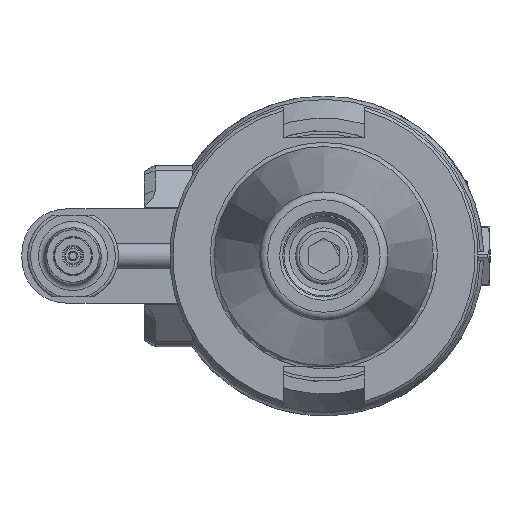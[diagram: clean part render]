
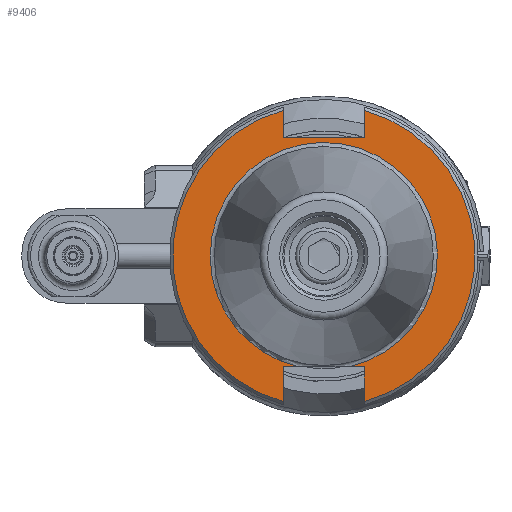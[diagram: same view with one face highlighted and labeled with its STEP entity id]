
A CAD part, left-side view. The second image highlights one B-rep face of the part: STEP entity #9406.
In plain terms, the highlighted planar face has unit normal (-1, 0, 0).
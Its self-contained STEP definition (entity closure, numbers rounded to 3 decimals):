
#1038=LINE('',#57316,#1630);
#1041=LINE('',#57334,#1633);
#1053=LINE('',#57379,#1645);
#1054=LINE('',#57384,#1646);
#1055=LINE('',#57387,#1647);
#1056=LINE('',#57391,#1648);
#1057=LINE('',#57393,#1649);
#1630=VECTOR('',#12758,8.734);
#1633=VECTOR('',#12773,11.147);
#1645=VECTOR('',#12819,25.908);
#1646=VECTOR('',#12824,4.846);
#1647=VECTOR('',#12827,8.734);
#1648=VECTOR('',#12830,11.147);
#1649=VECTOR('',#12831,4.846);
#2343=FACE_OUTER_BOUND('',#2965,.T.);
#2965=EDGE_LOOP('',(#7840,#7841,#7842,#7843,#7844,#7845,#7846,#7847,#7848,
#7849,#7850));
#3450=CIRCLE('',#10459,48.225);
#3451=CIRCLE('',#10460,48.225);
#3452=CIRCLE('',#10461,36.225);
#3453=CIRCLE('',#10462,36.225);
#4217=VERTEX_POINT('',#57313);
#4218=VERTEX_POINT('',#57315);
#4223=VERTEX_POINT('',#57331);
#4224=VERTEX_POINT('',#57333);
#4237=VERTEX_POINT('',#57377);
#4239=VERTEX_POINT('',#57383);
#4240=VERTEX_POINT('',#57386);
#4241=VERTEX_POINT('',#57388);
#4242=VERTEX_POINT('',#57390);
#4243=VERTEX_POINT('',#57392);
#4244=VERTEX_POINT('',#57394);
#5434=EDGE_CURVE('',#4217,#4218,#1038,.T.);
#5442=EDGE_CURVE('',#4223,#4224,#1041,.T.);
#5464=EDGE_CURVE('',#4217,#4237,#1053,.T.);
#5466=EDGE_CURVE('',#4239,#4224,#1054,.T.);
#5467=EDGE_CURVE('',#4223,#4218,#3450,.T.);
#5468=EDGE_CURVE('',#4240,#4237,#1055,.T.);
#5469=EDGE_CURVE('',#4240,#4241,#3451,.T.);
#5470=EDGE_CURVE('',#4242,#4241,#1056,.T.);
#5471=EDGE_CURVE('',#4242,#4243,#1057,.T.);
#5472=EDGE_CURVE('',#4243,#4244,#3452,.T.);
#5473=EDGE_CURVE('',#4244,#4239,#3453,.T.);
#7840=ORIENTED_EDGE('',*,*,#5466,.T.);
#7841=ORIENTED_EDGE('',*,*,#5442,.F.);
#7842=ORIENTED_EDGE('',*,*,#5467,.T.);
#7843=ORIENTED_EDGE('',*,*,#5434,.F.);
#7844=ORIENTED_EDGE('',*,*,#5464,.T.);
#7845=ORIENTED_EDGE('',*,*,#5468,.F.);
#7846=ORIENTED_EDGE('',*,*,#5469,.T.);
#7847=ORIENTED_EDGE('',*,*,#5470,.F.);
#7848=ORIENTED_EDGE('',*,*,#5471,.T.);
#7849=ORIENTED_EDGE('',*,*,#5472,.T.);
#7850=ORIENTED_EDGE('',*,*,#5473,.T.);
#8463=PLANE('',#10458);
#9406=ADVANCED_FACE('',(#2343),#8463,.F.);
#10458=AXIS2_PLACEMENT_3D('',#57382,#12822,#12823);
#10459=AXIS2_PLACEMENT_3D('',#57385,#12825,#12826);
#10460=AXIS2_PLACEMENT_3D('',#57389,#12828,#12829);
#10461=AXIS2_PLACEMENT_3D('',#57395,#12832,#12833);
#10462=AXIS2_PLACEMENT_3D('',#57396,#12834,#12835);
#12758=DIRECTION('',(0.,0.,1.));
#12773=DIRECTION('',(0.,0.,1.));
#12819=DIRECTION('',(0.,1.,0.));
#12822=DIRECTION('center_axis',(1.,0.,0.));
#12823=DIRECTION('ref_axis',(0.,-1.,0.));
#12824=DIRECTION('',(0.,-1.,0.));
#12825=DIRECTION('center_axis',(-1.,0.,0.));
#12826=DIRECTION('ref_axis',(0.,-0.269,-0.963));
#12827=DIRECTION('',(0.,0.,-1.));
#12828=DIRECTION('center_axis',(-1.,0.,0.));
#12829=DIRECTION('ref_axis',(0.,0.269,0.963));
#12830=DIRECTION('',(0.,0.,-1.));
#12831=DIRECTION('',(0.,-1.,0.));
#12832=DIRECTION('center_axis',(1.,0.,0.));
#12833=DIRECTION('ref_axis',(0.,-1.,0.));
#12834=DIRECTION('center_axis',(1.,0.,0.));
#12835=DIRECTION('ref_axis',(0.,-1.,0.));
#57313=CARTESIAN_POINT('',(3.175,-12.954,37.719));
#57315=CARTESIAN_POINT('',(3.175,-12.954,46.453));
#57316=CARTESIAN_POINT('',(3.175,-12.954,37.719));
#57331=CARTESIAN_POINT('',(3.175,-12.954,-46.453));
#57333=CARTESIAN_POINT('',(3.175,-12.954,-35.306));
#57334=CARTESIAN_POINT('',(3.175,-12.954,-46.453));
#57377=CARTESIAN_POINT('',(3.175,12.954,37.719));
#57379=CARTESIAN_POINT('',(3.175,-12.954,37.719));
#57382=CARTESIAN_POINT('Origin',(3.175,-42.625,0.));
#57383=CARTESIAN_POINT('',(3.175,-8.108,-35.306));
#57384=CARTESIAN_POINT('',(3.175,-8.108,-35.306));
#57385=CARTESIAN_POINT('Origin',(3.175,0.,0.));
#57386=CARTESIAN_POINT('',(3.175,12.954,46.453));
#57387=CARTESIAN_POINT('',(3.175,12.954,46.453));
#57388=CARTESIAN_POINT('',(3.175,12.954,-46.453));
#57389=CARTESIAN_POINT('Origin',(3.175,0.,0.));
#57390=CARTESIAN_POINT('',(3.175,12.954,-35.306));
#57391=CARTESIAN_POINT('',(3.175,12.954,-35.306));
#57392=CARTESIAN_POINT('',(3.175,8.108,-35.306));
#57393=CARTESIAN_POINT('',(3.175,12.954,-35.306));
#57394=CARTESIAN_POINT('',(3.175,36.225,0.));
#57395=CARTESIAN_POINT('Origin',(3.175,0.,0.));
#57396=CARTESIAN_POINT('Origin',(3.175,0.,0.));
